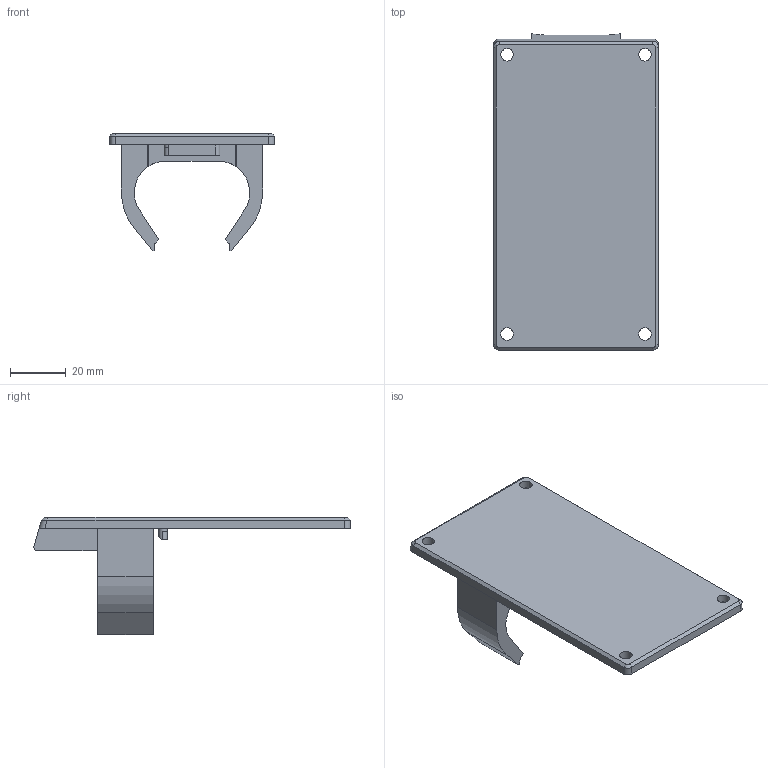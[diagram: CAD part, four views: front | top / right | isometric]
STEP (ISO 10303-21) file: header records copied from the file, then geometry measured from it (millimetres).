
FILE_DESCRIPTION(/* description */ (''),/* implementation_level */ '2;1');
FILE_NAME(/* name */ 'M12 Lid.step',/* time_stamp */ '2023-12-28T09:30:32-08:00',/* author */ (''),/* organization */ (''),/* preprocessor_version */ 'ST-DEVELOPER v20',/* originating_system */ 'Autodesk Translation Framework v12.14.0.127',/* authorisation */ '');
FILE_SCHEMA (('AUTOMOTIVE_DESIGN { 1 0 10303 214 3 1 1 }'));
Length unit declared in the file: millimetre
Products named in the file (1): M12 Lid
Bounding box: 59.4 x 114.07 x 42.25 mm (x, y, z)
Volume: 39756 mm3; surface area: 20362.4 mm2
Topology: 1 solids, 1 shells, 87 faces, 234 edges, 150 vertices
Faces by surface type: plane 51, cylinder 22, bspline 8, cone 6
Full cylindrical faces by diameter (mm): 4.5 x4
Entity records: 2897 total; most frequent: CARTESIAN_POINT 700, ORIENTED_EDGE 468, DIRECTION 420, EDGE_CURVE 234, LINE 160, VECTOR 160, VERTEX_POINT 150, AXIS2_PLACEMENT_3D 130
